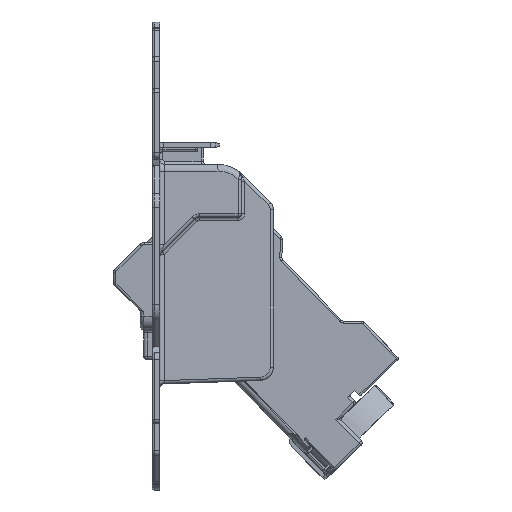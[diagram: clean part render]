
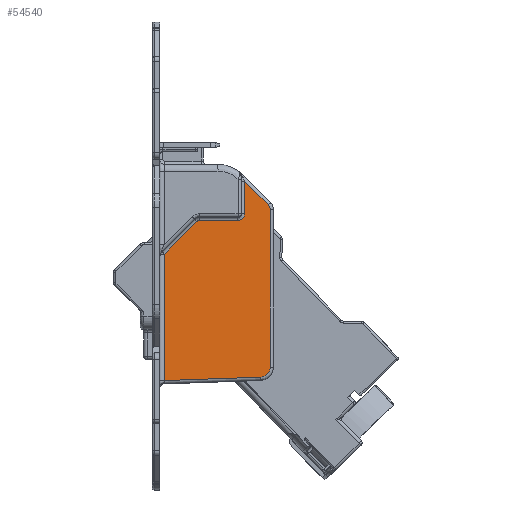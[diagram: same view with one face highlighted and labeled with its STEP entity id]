
A CAD part, left-side view. The second image highlights one B-rep face of the part: STEP entity #54540.
In plain terms, the highlighted planar face has unit normal (-0.999, -0.035, 0).
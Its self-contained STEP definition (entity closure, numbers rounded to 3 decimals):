
#349 = FACE_OUTER_BOUND ( 'NONE', #62600, .T. ) ;
#1020 = EDGE_CURVE ( 'NONE', #50279, #58450, #92558, .T. ) ;
#2671 = CARTESIAN_POINT ( 'NONE',  ( -16.557, -12.683, 6.3 ) ) ;
#3836 = VERTEX_POINT ( 'NONE', #95384 ) ;
#4109 = ORIENTED_EDGE ( 'NONE', *, *, #101338, .T. ) ;
#5621 = VECTOR ( 'NONE', #77968, 1000. ) ;
#5658 = CARTESIAN_POINT ( 'NONE',  ( -16.799, -5.759, 5.3 ) ) ;
#6123 = CARTESIAN_POINT ( 'NONE',  ( -16.976, -0.676, -18.627 ) ) ;
#9764 = CARTESIAN_POINT ( 'NONE',  ( -16.423, -16.517, 6.917 ) ) ;
#10098 = CARTESIAN_POINT ( 'NONE',  ( -16.423, -16.517, -17.48 ) ) ;
#11841 = VECTOR ( 'NONE', #67273, 1000. ) ;
#12262 = CARTESIAN_POINT ( 'NONE',  ( -16.423, -16.517, 0. ) ) ;
#12756 = VERTEX_POINT ( 'NONE', #47556 ) ;
#13685 = CARTESIAN_POINT ( 'NONE',  ( -16.807, -5.54, 5.154 ) ) ;
#14324 = LINE ( 'NONE', #37043, #11841 ) ;
#15115 = DIRECTION ( 'NONE',  ( 0., 0., -1. ) ) ;
#16035 = AXIS2_PLACEMENT_3D ( 'NONE', #31016, #46610, #101061 ) ;
#17683 = VERTEX_POINT ( 'NONE', #53839 ) ;
#17748 = EDGE_CURVE ( 'NONE', #58450, #54701, #44922, .T. ) ;
#19931 = EDGE_CURVE ( 'NONE', #44028, #95189, #51481, .T. ) ;
#20553 = CARTESIAN_POINT ( 'NONE',  ( -16.592, -11.683, 5.3 ) ) ;
#20602 = VERTEX_POINT ( 'NONE', #6123 ) ;
#21163 = CARTESIAN_POINT ( 'NONE',  ( -16.557, -12.683, 6.3 ) ) ;
#22211 = ORIENTED_EDGE ( 'NONE', *, *, #81699, .T. ) ;
#22778 = CARTESIAN_POINT ( 'NONE',  ( -16.423, -16.517, 7.186 ) ) ;
#22841 = CARTESIAN_POINT ( 'NONE',  ( -16.557, -12.683, 5.714 ) ) ;
#23088 = CARTESIAN_POINT ( 'NONE',  ( -16.592, -11.683, 5.3 ) ) ;
#23169 = CARTESIAN_POINT ( 'NONE',  ( -16.572, -12.268, 5.3 ) ) ;
#23486 = CARTESIAN_POINT ( 'NONE',  ( -16.794, -5.911, 5.3 ) ) ;
#23696 = CARTESIAN_POINT ( 'NONE',  ( -16.976, -0.676, 0. ) ) ;
#24673 = CARTESIAN_POINT ( 'NONE',  ( -16.977, -0.65, -18.628 ) ) ;
#26058 =( BOUNDED_CURVE ( )  B_SPLINE_CURVE ( 3, ( #77258, #22778, #85068, #38498 ),
 .UNSPECIFIED., .F., .F. ) 
 B_SPLINE_CURVE_WITH_KNOTS ( ( 4, 4 ),
 ( 0., 0.785 ),
 .UNSPECIFIED. ) 
 CURVE ( )  GEOMETRIC_REPRESENTATION_ITEM ( )  RATIONAL_B_SPLINE_CURVE ( ( 1., 0.949, 0.949, 1. ) ) 
 REPRESENTATION_ITEM ( '' )  );
#27328 = VECTOR ( 'NONE', #82715, 1000. ) ;
#27991 = ORIENTED_EDGE ( 'NONE', *, *, #50895, .T. ) ;
#31016 = CARTESIAN_POINT ( 'NONE',  ( -17., 0., 0. ) ) ;
#34252 = CARTESIAN_POINT ( 'NONE',  ( -16.976, -0.676, 0.289 ) ) ;
#35016 = VERTEX_POINT ( 'NONE', #87770 ) ;
#36540 = CARTESIAN_POINT ( 'NONE',  ( -16.557, -12.683, 6.3 ) ) ;
#37043 = CARTESIAN_POINT ( 'NONE',  ( -16.584, -11.917, 11.932 ) ) ;
#38498 = CARTESIAN_POINT ( 'NONE',  ( -16.433, -16.225, 7.624 ) ) ;
#38833 = PLANE ( 'NONE',  #16035 ) ;
#39303 = ORIENTED_EDGE ( 'NONE', *, *, #99338, .T. ) ;
#42320 = ORIENTED_EDGE ( 'NONE', *, *, #17748, .T. ) ;
#43043 = CARTESIAN_POINT ( 'NONE',  ( -16.988, -0.345, -0.042 ) ) ;
#43807 = LINE ( 'NONE', #23696, #85155 ) ;
#44028 = VERTEX_POINT ( 'NONE', #63720 ) ;
#44922 = LINE ( 'NONE', #23486, #5621 ) ;
#46610 = DIRECTION ( 'NONE',  ( -0.999, -0.035, 0. ) ) ;
#47556 = CARTESIAN_POINT ( 'NONE',  ( -16.474, -15.07, -18.124 ) ) ;
#49102 = CARTESIAN_POINT ( 'NONE',  ( -16.444, -15.924, -18.094 ) ) ;
#50279 = VERTEX_POINT ( 'NONE', #2671 ) ;
#50895 = EDGE_CURVE ( 'NONE', #17683, #60431, #100111, .T. ) ;
#51481 = LINE ( 'NONE', #43043, #92828 ) ;
#53839 = CARTESIAN_POINT ( 'NONE',  ( -16.423, -16.517, -16.625 ) ) ;
#54540 = ADVANCED_FACE ( 'NONE', ( #349 ), #38833, .T. ) ;
#54589 = ORIENTED_EDGE ( 'NONE', *, *, #93919, .T. ) ;
#54701 = VERTEX_POINT ( 'NONE', #56101 ) ;
#56101 = CARTESIAN_POINT ( 'NONE',  ( -16.794, -5.894, 5.3 ) ) ;
#58450 = VERTEX_POINT ( 'NONE', #23088 ) ;
#59037 = DIRECTION ( 'NONE',  ( 0., 0., 1. ) ) ;
#59238 =( BOUNDED_CURVE ( )  B_SPLINE_CURVE ( 3, ( #95379, #49102, #10098, #64760 ),
 .UNSPECIFIED., .F., .F. ) 
 B_SPLINE_CURVE_WITH_KNOTS ( ( 4, 4 ),
 ( 4.747, 6.283 ),
 .UNSPECIFIED. ) 
 CURVE ( )  GEOMETRIC_REPRESENTATION_ITEM ( )  RATIONAL_B_SPLINE_CURVE ( ( 1., 0.813, 0.813, 1. ) ) 
 REPRESENTATION_ITEM ( '' )  );
#60046 = LINE ( 'NONE', #24673, #80712 ) ;
#60431 = VERTEX_POINT ( 'NONE', #9764 ) ;
#60441 = CARTESIAN_POINT ( 'NONE',  ( -16.803, -5.635, 5.249 ) ) ;
#61098 = ORIENTED_EDGE ( 'NONE', *, *, #19931, .T. ) ;
#62111 =( BOUNDED_CURVE ( )  B_SPLINE_CURVE ( 3, ( #91419, #5658, #60441, #13685 ),
 .UNSPECIFIED., .F., .F. ) 
 B_SPLINE_CURVE_WITH_KNOTS ( ( 4, 4 ),
 ( 1.571, 2.356 ),
 .UNSPECIFIED. ) 
 CURVE ( )  GEOMETRIC_REPRESENTATION_ITEM ( )  RATIONAL_B_SPLINE_CURVE ( ( 1., 0.949, 0.949, 1. ) ) 
 REPRESENTATION_ITEM ( '' )  );
#62600 = EDGE_LOOP ( 'NONE', ( #61098, #54589, #66673, #64240, #27991, #39303, #22211, #94536, #100633, #42320, #4109 ) ) ;
#63237 = EDGE_CURVE ( 'NONE', #12756, #17683, #59238, .T. ) ;
#63720 = CARTESIAN_POINT ( 'NONE',  ( -16.807, -5.54, 5.154 ) ) ;
#64240 = ORIENTED_EDGE ( 'NONE', *, *, #63237, .T. ) ;
#64760 = CARTESIAN_POINT ( 'NONE',  ( -16.423, -16.517, -16.625 ) ) ;
#66673 = ORIENTED_EDGE ( 'NONE', *, *, #71132, .T. ) ;
#67273 = DIRECTION ( 'NONE',  ( -0.025, 0.707, 0.707 ) ) ;
#71132 = EDGE_CURVE ( 'NONE', #20602, #12756, #60046, .T. ) ;
#71293 = DIRECTION ( 'NONE',  ( 0.035, -0.999, 0.035 ) ) ;
#77258 = CARTESIAN_POINT ( 'NONE',  ( -16.423, -16.517, 6.917 ) ) ;
#77968 = DIRECTION ( 'NONE',  ( -0.035, 0.999, 0. ) ) ;
#80712 = VECTOR ( 'NONE', #71293, 1000. ) ;
#81699 = EDGE_CURVE ( 'NONE', #35016, #3836, #14324, .T. ) ;
#81844 = VECTOR ( 'NONE', #59037, 1000. ) ;
#82715 = DIRECTION ( 'NONE',  ( 0., 0., -1. ) ) ;
#85068 = CARTESIAN_POINT ( 'NONE',  ( -16.427, -16.415, 7.434 ) ) ;
#85155 = VECTOR ( 'NONE', #15115, 1000. ) ;
#86944 = LINE ( 'NONE', #36540, #27328 ) ;
#87770 = CARTESIAN_POINT ( 'NONE',  ( -16.433, -16.225, 7.624 ) ) ;
#91419 = CARTESIAN_POINT ( 'NONE',  ( -16.794, -5.894, 5.3 ) ) ;
#92558 =( BOUNDED_CURVE ( )  B_SPLINE_CURVE ( 3, ( #21163, #22841, #23169, #20553 ),
 .UNSPECIFIED., .F., .F. ) 
 B_SPLINE_CURVE_WITH_KNOTS ( ( 4, 4 ),
 ( 3.142, 4.712 ),
 .UNSPECIFIED. ) 
 CURVE ( )  GEOMETRIC_REPRESENTATION_ITEM ( )  RATIONAL_B_SPLINE_CURVE ( ( 1., 0.805, 0.805, 1. ) ) 
 REPRESENTATION_ITEM ( '' )  );
#92828 = VECTOR ( 'NONE', #97429, 1000. ) ;
#93919 = EDGE_CURVE ( 'NONE', #95189, #20602, #43807, .T. ) ;
#94536 = ORIENTED_EDGE ( 'NONE', *, *, #99231, .T. ) ;
#95189 = VERTEX_POINT ( 'NONE', #34252 ) ;
#95379 = CARTESIAN_POINT ( 'NONE',  ( -16.474, -15.07, -18.124 ) ) ;
#95384 = CARTESIAN_POINT ( 'NONE',  ( -16.557, -12.683, 11.166 ) ) ;
#97429 = DIRECTION ( 'NONE',  ( -0.025, 0.707, -0.707 ) ) ;
#99231 = EDGE_CURVE ( 'NONE', #3836, #50279, #86944, .T. ) ;
#99338 = EDGE_CURVE ( 'NONE', #60431, #35016, #26058, .T. ) ;
#100111 = LINE ( 'NONE', #12262, #81844 ) ;
#100633 = ORIENTED_EDGE ( 'NONE', *, *, #1020, .T. ) ;
#101061 = DIRECTION ( 'NONE',  ( 0.035, -0.999, 0. ) ) ;
#101338 = EDGE_CURVE ( 'NONE', #54701, #44028, #62111, .T. ) ;
